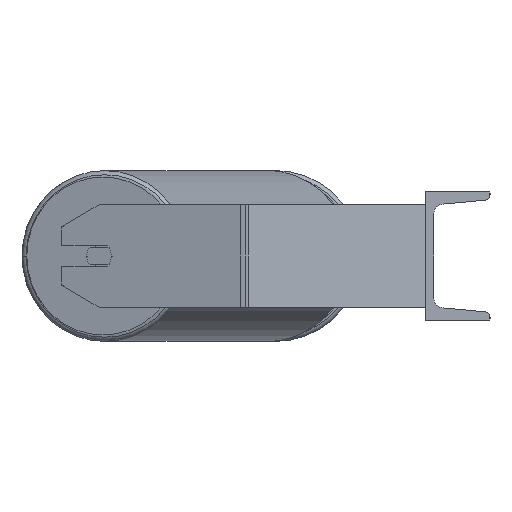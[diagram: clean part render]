
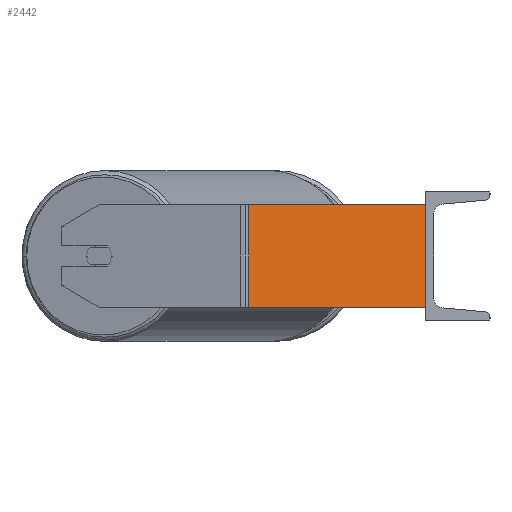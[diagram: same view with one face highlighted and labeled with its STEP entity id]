
A CAD part, left-side view. The second image highlights one B-rep face of the part: STEP entity #2442.
In plain terms, the highlighted planar face has unit normal (-0.985, -0.174, 0).
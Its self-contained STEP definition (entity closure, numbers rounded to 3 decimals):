
#381 = ORIENTED_EDGE ( 'NONE', *, *, #2884, .T. ) ;
#434 = DIRECTION ( 'NONE',  ( 0.985, 0.174, 0. ) ) ;
#754 = EDGE_CURVE ( 'NONE', #1195, #7677, #1098, .T. ) ;
#761 = ORIENTED_EDGE ( 'NONE', *, *, #754, .F. ) ;
#1076 = DIRECTION ( 'NONE',  ( 0.174, -0.985, 0. ) ) ;
#1080 = DIRECTION ( 'NONE',  ( -0.174, 0.985, 0. ) ) ;
#1098 = LINE ( 'NONE', #4658, #8883 ) ;
#1195 = VERTEX_POINT ( 'NONE', #2674 ) ;
#1695 = FACE_OUTER_BOUND ( 'NONE', #2662, .T. ) ;
#1853 = CARTESIAN_POINT ( 'NONE',  ( -809.28, 137.696, 40. ) ) ;
#1886 = VECTOR ( 'NONE', #1076, 1000. ) ;
#2442 = ADVANCED_FACE ( 'NONE', ( #1695 ), #7374, .F. ) ;
#2662 = EDGE_LOOP ( 'NONE', ( #381, #761, #7935, #4338 ) ) ;
#2674 = CARTESIAN_POINT ( 'NONE',  ( -785., 0., 40. ) ) ;
#2884 = EDGE_CURVE ( 'NONE', #7024, #7677, #4597, .T. ) ;
#2900 = EDGE_CURVE ( 'NONE', #9100, #7024, #8433, .T. ) ;
#3506 = EDGE_CURVE ( 'NONE', #9100, #1195, #5039, .T. ) ;
#3703 = CARTESIAN_POINT ( 'NONE',  ( -809.896, 141.19, 40. ) ) ;
#4338 = ORIENTED_EDGE ( 'NONE', *, *, #2900, .T. ) ;
#4597 = LINE ( 'NONE', #7411, #1886 ) ;
#4658 = CARTESIAN_POINT ( 'NONE',  ( -785., 0., 40. ) ) ;
#4979 = VECTOR ( 'NONE', #9104, 1000. ) ;
#5039 = LINE ( 'NONE', #3703, #5425 ) ;
#5269 = CARTESIAN_POINT ( 'NONE',  ( -809.28, 137.696, -40. ) ) ;
#5425 = VECTOR ( 'NONE', #6525, 1000. ) ;
#5651 = CARTESIAN_POINT ( 'NONE',  ( -809.28, 137.696, 40. ) ) ;
#6525 = DIRECTION ( 'NONE',  ( 0.174, -0.985, 0. ) ) ;
#7024 = VERTEX_POINT ( 'NONE', #5269 ) ;
#7374 = PLANE ( 'NONE',  #8940 ) ;
#7411 = CARTESIAN_POINT ( 'NONE',  ( -809.896, 141.19, -40. ) ) ;
#7412 = CARTESIAN_POINT ( 'NONE',  ( -785., 0., -40. ) ) ;
#7677 = VERTEX_POINT ( 'NONE', #7412 ) ;
#7935 = ORIENTED_EDGE ( 'NONE', *, *, #3506, .F. ) ;
#8433 = LINE ( 'NONE', #5651, #4979 ) ;
#8752 = CARTESIAN_POINT ( 'NONE',  ( -809.896, 141.19, 40. ) ) ;
#8883 = VECTOR ( 'NONE', #8895, 1000. ) ;
#8895 = DIRECTION ( 'NONE',  ( 0., 0., -1. ) ) ;
#8940 = AXIS2_PLACEMENT_3D ( 'NONE', #8752, #434, #1080 ) ;
#9100 = VERTEX_POINT ( 'NONE', #1853 ) ;
#9104 = DIRECTION ( 'NONE',  ( 0., 0., -1. ) ) ;
